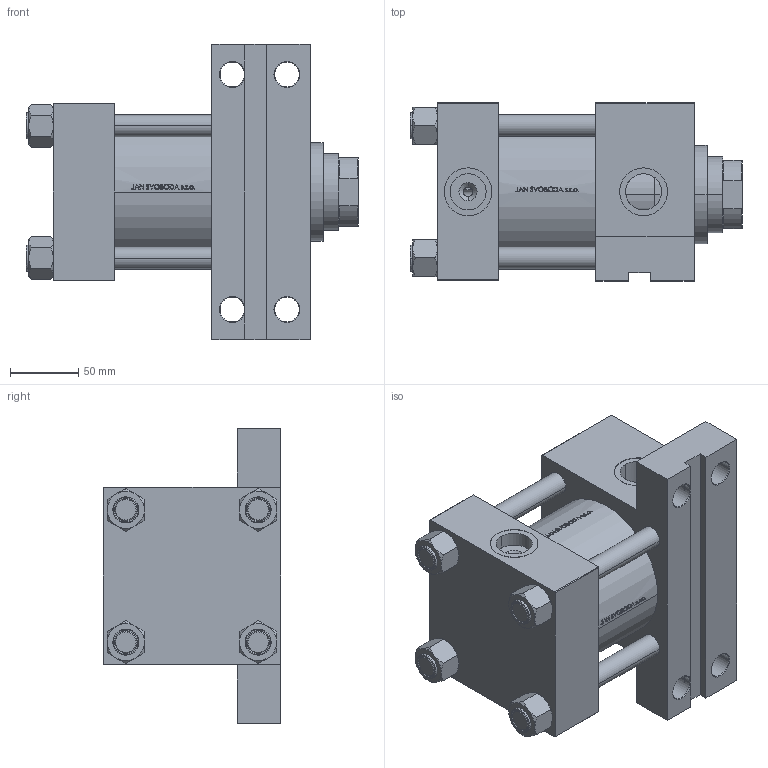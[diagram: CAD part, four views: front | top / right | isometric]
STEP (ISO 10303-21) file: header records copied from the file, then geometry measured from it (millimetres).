
FILE_DESCRIPTION (( 'STEP AP203' ), '1' );
FILE_NAME ('d7d3.STEP', '2023-08-25T08:06:09', ( '' ), ( '' ), 'SwSTEP 2.0', 'SolidWorks 2019', '' );
FILE_SCHEMA (( 'CONFIG_CONTROL_DESIGN' ));
Length unit declared in the file: millimetre
Products named in the file (6): V215CR_VCP_F 59d923fcdf8f70c0d7d5c4ca744dd266; V215CR_F_TYCINKA 59d923fcdf8f70c0d7d5c4ca744dd266; V215_VC_A 59d923fcdf8f70c0d7d5c4ca744dd266; d7d3; NUT_M5_F 59d923fcdf8f70c0d7d5c4ca744dd266; V215CR_F_Body 59d923fcdf8f70c0d7d5c4ca744dd266
Assembly tree (11 placements, depth 2):
  d7d3
    V215CR_F_Body 59d923fcdf8f70c0d7d5c4ca744dd266
    V215CR_VCP_F 59d923fcdf8f70c0d7d5c4ca744dd266
    V215CR_F_TYCINKA 59d923fcdf8f70c0d7d5c4ca744dd266  x4
    NUT_M5_F 59d923fcdf8f70c0d7d5c4ca744dd266  x4
    V215_VC_A 59d923fcdf8f70c0d7d5c4ca744dd266
Bounding box: 243 x 130 x 216 mm (x, y, z)
Volume: 2634962.1 mm3; surface area: 354888.9 mm2
Topology: 11 solids, 11 shells, 1151 faces, 2892 edges, 1877 vertices
Faces by surface type: plane 485, bspline 380, cone 152, cylinder 126, torus 8
Entity records: 48160 total; most frequent: CARTESIAN_POINT 26043, ORIENTED_EDGE 5048, DIRECTION 3184, EDGE_CURVE 2524, VERTEX_POINT 1655, VECTOR 1304, LINE 1304, EDGE_LOOP 1129
